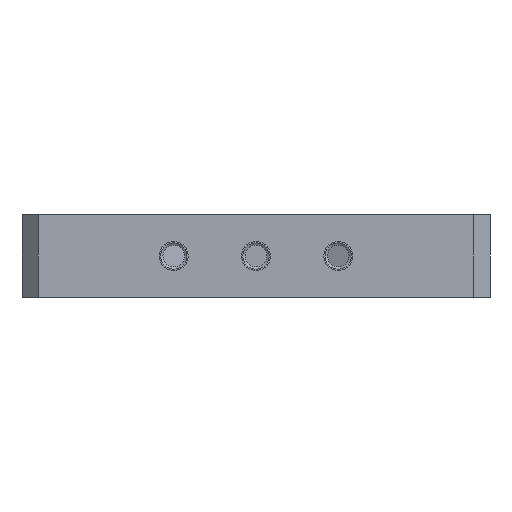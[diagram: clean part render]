
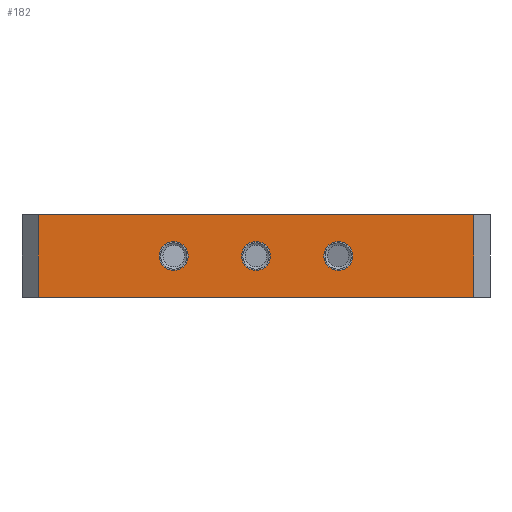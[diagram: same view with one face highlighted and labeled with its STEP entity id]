
A CAD part, front view. The second image highlights one B-rep face of the part: STEP entity #182.
In plain terms, the highlighted planar face has unit normal (0, -1, 0).
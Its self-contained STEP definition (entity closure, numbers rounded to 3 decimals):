
#2 = CIRCLE ( 'NONE', #5083, 2.2 ) ;
#146 = DIRECTION ( 'NONE',  ( 0., 0., 1. ) ) ;
#182 = ADVANCED_FACE ( 'NONE', ( #5272, #3755, #4313, #1457 ), #2887, .F. ) ;
#186 = VERTEX_POINT ( 'NONE', #849 ) ;
#430 = EDGE_CURVE ( 'NONE', #5515, #2011, #780, .T. ) ;
#449 = DIRECTION ( 'NONE',  ( 0., 0., 1. ) ) ;
#517 = DIRECTION ( 'NONE',  ( 0., 1., 0. ) ) ;
#640 = LINE ( 'NONE', #5033, #1690 ) ;
#687 = CIRCLE ( 'NONE', #4246, 2.2 ) ;
#747 = DIRECTION ( 'NONE',  ( 1., 0., 0. ) ) ;
#755 = CARTESIAN_POINT ( 'NONE',  ( -12.5, -35.55, -2.2 ) ) ;
#771 = CARTESIAN_POINT ( 'NONE',  ( 0., -35.55, 0. ) ) ;
#780 = LINE ( 'NONE', #2220, #5457 ) ;
#834 = VERTEX_POINT ( 'NONE', #5455 ) ;
#844 = CARTESIAN_POINT ( 'NONE',  ( 12.5, -35.55, 0. ) ) ;
#849 = CARTESIAN_POINT ( 'NONE',  ( 0., -35.55, -2.2 ) ) ;
#914 = EDGE_LOOP ( 'NONE', ( #5713, #2418 ) ) ;
#942 = CARTESIAN_POINT ( 'NONE',  ( -12.5, -35.55, 0. ) ) ;
#963 = AXIS2_PLACEMENT_3D ( 'NONE', #3684, #3289, #1265 ) ;
#982 = EDGE_CURVE ( 'NONE', #186, #1651, #687, .T. ) ;
#1070 = CARTESIAN_POINT ( 'NONE',  ( -33.05, -35.55, 6.25 ) ) ;
#1147 = DIRECTION ( 'NONE',  ( 1., 0., 0. ) ) ;
#1182 = AXIS2_PLACEMENT_3D ( 'NONE', #4384, #2868, #6201 ) ;
#1265 = DIRECTION ( 'NONE',  ( 0., 0., 1. ) ) ;
#1390 = EDGE_CURVE ( 'NONE', #1651, #186, #3201, .T. ) ;
#1457 = FACE_OUTER_BOUND ( 'NONE', #4089, .T. ) ;
#1493 = EDGE_LOOP ( 'NONE', ( #1921, #4738 ) ) ;
#1651 = VERTEX_POINT ( 'NONE', #3038 ) ;
#1690 = VECTOR ( 'NONE', #6022, 1000. ) ;
#1756 = CARTESIAN_POINT ( 'NONE',  ( 33.05, -35.55, 6.25 ) ) ;
#1870 = EDGE_CURVE ( 'NONE', #834, #2011, #640, .T. ) ;
#1899 = VERTEX_POINT ( 'NONE', #4930 ) ;
#1921 = ORIENTED_EDGE ( 'NONE', *, *, #3015, .T. ) ;
#2011 = VERTEX_POINT ( 'NONE', #1756 ) ;
#2141 = EDGE_CURVE ( 'NONE', #3745, #5325, #3107, .T. ) ;
#2220 = CARTESIAN_POINT ( 'NONE',  ( -35.55, -35.55, 6.25 ) ) ;
#2361 = LINE ( 'NONE', #1070, #5367 ) ;
#2418 = ORIENTED_EDGE ( 'NONE', *, *, #982, .T. ) ;
#2608 = ORIENTED_EDGE ( 'NONE', *, *, #5320, .T. ) ;
#2630 = ORIENTED_EDGE ( 'NONE', *, *, #1870, .T. ) ;
#2654 = CIRCLE ( 'NONE', #3967, 2.2 ) ;
#2716 = DIRECTION ( 'NONE',  ( 0., 1., 0. ) ) ;
#2853 = EDGE_CURVE ( 'NONE', #5515, #1899, #2361, .T. ) ;
#2868 = DIRECTION ( 'NONE',  ( 0., 1., 0. ) ) ;
#2877 = CARTESIAN_POINT ( 'NONE',  ( -12.5, -35.55, 0. ) ) ;
#2887 = PLANE ( 'NONE',  #4944 ) ;
#3015 = EDGE_CURVE ( 'NONE', #3189, #4907, #3230, .T. ) ;
#3038 = CARTESIAN_POINT ( 'NONE',  ( 0., -35.55, 2.2 ) ) ;
#3107 = CIRCLE ( 'NONE', #1182, 2.2 ) ;
#3189 = VERTEX_POINT ( 'NONE', #5100 ) ;
#3201 = CIRCLE ( 'NONE', #963, 2.2 ) ;
#3230 = CIRCLE ( 'NONE', #5260, 2.2 ) ;
#3264 = ORIENTED_EDGE ( 'NONE', *, *, #2853, .T. ) ;
#3289 = DIRECTION ( 'NONE',  ( 0., 1., 0. ) ) ;
#3298 = CARTESIAN_POINT ( 'NONE',  ( -35.55, -35.55, 6.25 ) ) ;
#3438 = EDGE_LOOP ( 'NONE', ( #5666, #2608 ) ) ;
#3457 = CARTESIAN_POINT ( 'NONE',  ( 12.5, -35.55, 2.2 ) ) ;
#3497 = CARTESIAN_POINT ( 'NONE',  ( -35.55, -35.55, -6.25 ) ) ;
#3684 = CARTESIAN_POINT ( 'NONE',  ( 0., -35.55, 0. ) ) ;
#3745 = VERTEX_POINT ( 'NONE', #3457 ) ;
#3755 = FACE_BOUND ( 'NONE', #1493, .T. ) ;
#3967 = AXIS2_PLACEMENT_3D ( 'NONE', #942, #5428, #4512 ) ;
#4089 = EDGE_LOOP ( 'NONE', ( #6180, #3264, #4092, #2630 ) ) ;
#4092 = ORIENTED_EDGE ( 'NONE', *, *, #5241, .T. ) ;
#4246 = AXIS2_PLACEMENT_3D ( 'NONE', #771, #2716, #146 ) ;
#4313 = FACE_BOUND ( 'NONE', #3438, .T. ) ;
#4348 = DIRECTION ( 'NONE',  ( 0., 1., 0. ) ) ;
#4384 = CARTESIAN_POINT ( 'NONE',  ( 12.5, -35.55, 0. ) ) ;
#4512 = DIRECTION ( 'NONE',  ( 0., 0., 1. ) ) ;
#4738 = ORIENTED_EDGE ( 'NONE', *, *, #5155, .T. ) ;
#4907 = VERTEX_POINT ( 'NONE', #755 ) ;
#4930 = CARTESIAN_POINT ( 'NONE',  ( -33.05, -35.55, -6.25 ) ) ;
#4944 = AXIS2_PLACEMENT_3D ( 'NONE', #3298, #4348, #5748 ) ;
#4989 = LINE ( 'NONE', #3497, #5891 ) ;
#5033 = CARTESIAN_POINT ( 'NONE',  ( 33.05, -35.55, 6.25 ) ) ;
#5083 = AXIS2_PLACEMENT_3D ( 'NONE', #844, #5646, #6125 ) ;
#5100 = CARTESIAN_POINT ( 'NONE',  ( -12.5, -35.55, 2.2 ) ) ;
#5155 = EDGE_CURVE ( 'NONE', #4907, #3189, #2654, .T. ) ;
#5241 = EDGE_CURVE ( 'NONE', #1899, #834, #4989, .T. ) ;
#5260 = AXIS2_PLACEMENT_3D ( 'NONE', #2877, #517, #449 ) ;
#5272 = FACE_BOUND ( 'NONE', #914, .T. ) ;
#5320 = EDGE_CURVE ( 'NONE', #5325, #3745, #2, .T. ) ;
#5325 = VERTEX_POINT ( 'NONE', #6191 ) ;
#5367 = VECTOR ( 'NONE', #6232, 1000. ) ;
#5428 = DIRECTION ( 'NONE',  ( 0., 1., 0. ) ) ;
#5455 = CARTESIAN_POINT ( 'NONE',  ( 33.05, -35.55, -6.25 ) ) ;
#5457 = VECTOR ( 'NONE', #747, 1000. ) ;
#5515 = VERTEX_POINT ( 'NONE', #6223 ) ;
#5646 = DIRECTION ( 'NONE',  ( 0., 1., 0. ) ) ;
#5666 = ORIENTED_EDGE ( 'NONE', *, *, #2141, .T. ) ;
#5713 = ORIENTED_EDGE ( 'NONE', *, *, #1390, .T. ) ;
#5748 = DIRECTION ( 'NONE',  ( 0., 0., 1. ) ) ;
#5891 = VECTOR ( 'NONE', #1147, 1000. ) ;
#6022 = DIRECTION ( 'NONE',  ( 0., 0., 1. ) ) ;
#6125 = DIRECTION ( 'NONE',  ( 0., 0., 1. ) ) ;
#6180 = ORIENTED_EDGE ( 'NONE', *, *, #430, .F. ) ;
#6191 = CARTESIAN_POINT ( 'NONE',  ( 12.5, -35.55, -2.2 ) ) ;
#6201 = DIRECTION ( 'NONE',  ( 0., 0., 1. ) ) ;
#6223 = CARTESIAN_POINT ( 'NONE',  ( -33.05, -35.55, 6.25 ) ) ;
#6232 = DIRECTION ( 'NONE',  ( 0., 0., -1. ) ) ;
